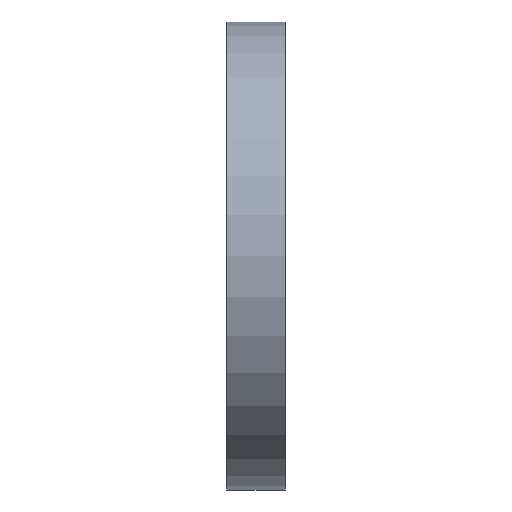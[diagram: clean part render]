
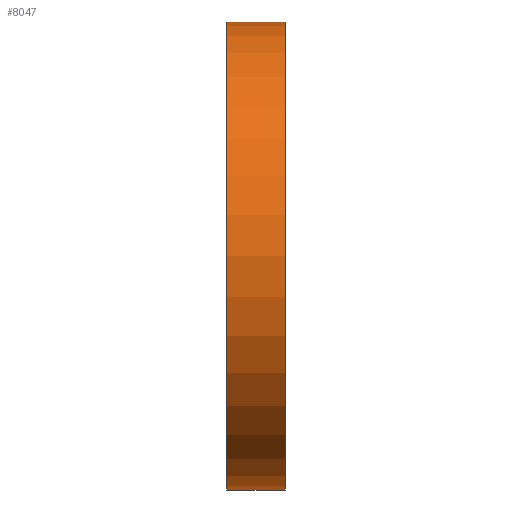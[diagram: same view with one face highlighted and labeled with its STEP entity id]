
A CAD part, left-side view. The second image highlights one B-rep face of the part: STEP entity #8047.
In plain terms, the highlighted cylindrical face has radius 38.1 mm (diameter 76.2 mm), a partial arc.
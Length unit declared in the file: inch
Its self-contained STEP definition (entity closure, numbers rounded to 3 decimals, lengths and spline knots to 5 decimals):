
#97 = EDGE_CURVE ( 'NONE', #7517, #16961, #8499, .T. ) ;
#318 = LINE ( 'NONE', #8520, #17713 ) ;
#932 = AXIS2_PLACEMENT_3D ( 'NONE', #19219, #9121, #20940 ) ;
#1370 = EDGE_CURVE ( 'NONE', #19551, #19842, #16538, .T. ) ;
#2202 = VECTOR ( 'NONE', #19906, 39.37008 ) ;
#3033 = AXIS2_PLACEMENT_3D ( 'NONE', #7957, #16545, #14090 ) ;
#5194 = DIRECTION ( 'NONE',  ( 0., -1., 0. ) ) ;
#5249 = ORIENTED_EDGE ( 'NONE', *, *, #1370, .F. ) ;
#5653 = ORIENTED_EDGE ( 'NONE', *, *, #97, .T. ) ;
#5855 = CARTESIAN_POINT ( 'NONE',  ( -1.05006, 0.375, 1.5 ) ) ;
#7273 = ORIENTED_EDGE ( 'NONE', *, *, #21309, .F. ) ;
#7517 = VERTEX_POINT ( 'NONE', #13187 ) ;
#7957 = CARTESIAN_POINT ( 'NONE',  ( -1.05006, 0., 0. ) ) ;
#8047 = ADVANCED_FACE ( 'NONE', ( #11538 ), #11028, .T. ) ;
#8499 = CIRCLE ( 'NONE', #3033, 1.5 ) ;
#8520 = CARTESIAN_POINT ( 'NONE',  ( -1.05006, 0.375, 1.5 ) ) ;
#9121 = DIRECTION ( 'NONE',  ( 0., 1., 0. ) ) ;
#9388 = DIRECTION ( 'NONE',  ( 0., 0., -1. ) ) ;
#10886 = EDGE_LOOP ( 'NONE', ( #5653, #7273, #5249, #19909 ) ) ;
#11028 = CYLINDRICAL_SURFACE ( 'NONE', #14410, 1.5 ) ;
#11505 = EDGE_CURVE ( 'NONE', #19551, #7517, #15623, .T. ) ;
#11538 = FACE_OUTER_BOUND ( 'NONE', #10886, .T. ) ;
#12661 = DIRECTION ( 'NONE',  ( 0., -1., 0. ) ) ;
#13187 = CARTESIAN_POINT ( 'NONE',  ( -1.05006, 0., -1.5 ) ) ;
#13202 = CARTESIAN_POINT ( 'NONE',  ( -1.05006, 0.375, -1.5 ) ) ;
#14090 = DIRECTION ( 'NONE',  ( 0., 0., 1. ) ) ;
#14410 = AXIS2_PLACEMENT_3D ( 'NONE', #19493, #12661, #9388 ) ;
#14759 = CARTESIAN_POINT ( 'NONE',  ( -1.05006, 0.375, -1.5 ) ) ;
#15623 = LINE ( 'NONE', #14759, #2202 ) ;
#16538 = CIRCLE ( 'NONE', #932, 1.5 ) ;
#16545 = DIRECTION ( 'NONE',  ( 0., 1., 0. ) ) ;
#16961 = VERTEX_POINT ( 'NONE', #19656 ) ;
#17713 = VECTOR ( 'NONE', #5194, 39.37008 ) ;
#19219 = CARTESIAN_POINT ( 'NONE',  ( -1.05006, 0.375, 0. ) ) ;
#19493 = CARTESIAN_POINT ( 'NONE',  ( -1.05006, 0.375, 0. ) ) ;
#19551 = VERTEX_POINT ( 'NONE', #13202 ) ;
#19656 = CARTESIAN_POINT ( 'NONE',  ( -1.05006, 0., 1.5 ) ) ;
#19842 = VERTEX_POINT ( 'NONE', #5855 ) ;
#19906 = DIRECTION ( 'NONE',  ( 0., -1., 0. ) ) ;
#19909 = ORIENTED_EDGE ( 'NONE', *, *, #11505, .T. ) ;
#20940 = DIRECTION ( 'NONE',  ( 0., 0., 1. ) ) ;
#21309 = EDGE_CURVE ( 'NONE', #19842, #16961, #318, .T. ) ;
